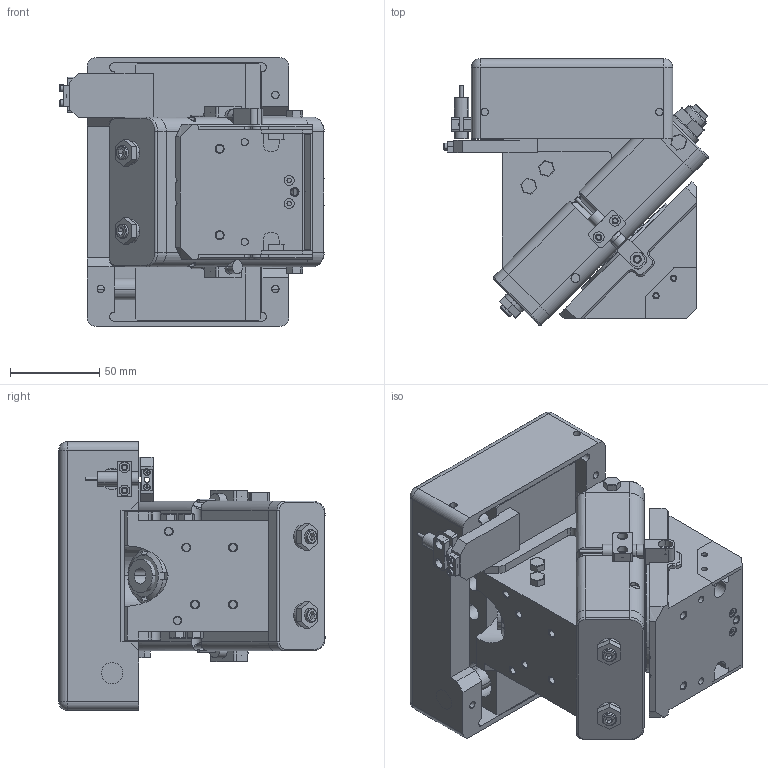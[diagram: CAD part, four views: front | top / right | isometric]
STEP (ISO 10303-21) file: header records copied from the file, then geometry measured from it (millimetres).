
FILE_DESCRIPTION (( 'STEP AP203' ), '1' );
FILE_NAME ('TG25-ZG25.STEP', '2024-12-16T02:29:39', ( 'USER-' ), ( 'Microsoft' ), 'SwSTEP 2.0', 'SolidWorks 2018', '' );
FILE_SCHEMA (( 'CONFIG_CONTROL_DESIGN' ));
Length unit declared in the file: millimetre
Products named in the file (41): TG25.sldasm-Part-19-1-1; TG25-ZG25; HT-ZG25杅耀.sldasm-Part-14; TG25.sldasm-Part-18-1-1; TG25; TE40杅耀.sldasm-Part-17-1-1; 揤輸杅耀.sldasm-Part-9; HT-ZG25杅耀.sldasm-Part-12; TG25.sldasm-Part-9-1-1; TG25.sldasm-Part-12-1-1; TG25.sldasm-Part-61-1-1; TG25.sldasm-Part-13-1-1; HT-ZG25杅耀.sldasm-Part-1; TG25.sldasm-Part-16-1-1; 25x12-R3; TG25.sldasm-Part-5-1-1; TE40杅耀.sldasm-Part-2-1-1; TG25.sldasm-Part-48-1-1; HT-ZG25杅耀.sldasm-Part-10; TG25杅耀.sldasm-Part-11; HT-ZG25杅耀.sldasm-Part-13; TG25.sldasm-Part-56-1-1; TG25.sldasm-Part-49-1-1; TG25.sldasm-Part-10-1-1; TG25.sldasm-Part-53-1-1; TG25.sldasm-Part-54-1-1; HT-ZG25杅耀.sldasm-Part-11; HT-ZG25杅耀.sldasm-Part-8; 1412倰遣喳ん彸秶遴-1-1; HT-ZG25杅耀; TG25.sldasm-Part-4-1-1; TG25.sldasm-Part-55-1-1; HT-ZG25杅耀.sldasm-Part-5; 埴翐芛_GB_FASTENER_SCREWS_HSHCS M2X8-N; TG25.sldasm-Part-15-1-1; HT-ZG25杅耀.sldasm-Part-9; TG12.sldasm-Part-10-1-1; YH1412-A-03牉挴蹟譫-1-1; TG25.sldasm-Part-27-2-1; 揤輸蚾饜极 ...
Assembly tree (48 placements, depth 4):
  TG25-ZG25
    TG25
      TG25.sldasm-Part-4-1-1
      TG25.sldasm-Part-5-1-1
      TG25.sldasm-Part-9-1-1
      TG25.sldasm-Part-10-1-1
      TG25.sldasm-Part-12-1-1
      TG25.sldasm-Part-13-1-1
      TG25.sldasm-Part-14-1-1
      TG25.sldasm-Part-15-1-1
      TG25.sldasm-Part-16-1-1  x2
      TG25.sldasm-Part-18-1-1
      TG25.sldasm-Part-19-1-1
      TG25.sldasm-Part-27-2-1
      TG25.sldasm-Part-48-1-1
      TG25.sldasm-Part-49-1-1
      TG25.sldasm-Part-53-1-1
      TG25.sldasm-Part-54-1-1
      TG25.sldasm-Part-55-1-1
      TG25.sldasm-Part-56-1-1
      TG25.sldasm-Part-61-1-1
      1412倰遣喳ん彸秶遴-1-1  x2
      YH1412-A-03牉挴蹟譫-1-1  x2
      TE40杅耀.sldasm-Part-2-1-1  x2
      TE40杅耀.sldasm-Part-17-1-1  x2
      TG12.sldasm-Part-10-1-1  x2
      TG25杅耀.sldasm-Part-11
      25x12-R3
    HT-ZG25杅耀
      HT-ZG25杅耀.sldasm-Part-1
      HT-ZG25杅耀.sldasm-Part-5
      HT-ZG25杅耀.sldasm-Part-8
      HT-ZG25杅耀.sldasm-Part-9
      HT-ZG25杅耀.sldasm-Part-10
      HT-ZG25杅耀.sldasm-Part-11
      HT-ZG25杅耀.sldasm-Part-12
      HT-ZG25杅耀.sldasm-Part-13
      HT-ZG25杅耀.sldasm-Part-14
      25x12-R3
      揤輸蚾饜极
        揤輸杅耀.sldasm-Part-9
        埴翐芛_GB_FASTENER_SCREWS_HSHCS M2X8-N  x2
Bounding box: 148.44 x 149.72 x 151 mm (x, y, z)
Volume: 1429154.4 mm3; surface area: 270892.6 mm2
Topology: 47 solids, 47 shells, 2186 faces, 5583 edges, 3632 vertices
Faces by surface type: plane 1066, cylinder 608, bspline 312, cone 166, torus 30, sphere 4
Entity records: 59605 total; most frequent: CARTESIAN_POINT 16176, ORIENTED_EDGE 8116, DIRECTION 7860, EDGE_CURVE 4058, AXIS2_PLACEMENT_3D 2727, VERTEX_POINT 2633, VECTOR 2406, LINE 2406
